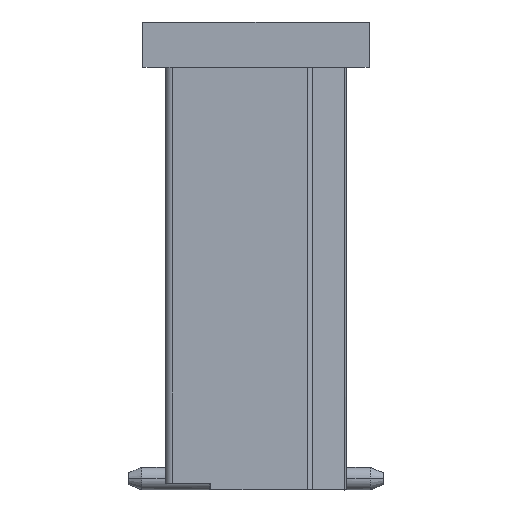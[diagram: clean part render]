
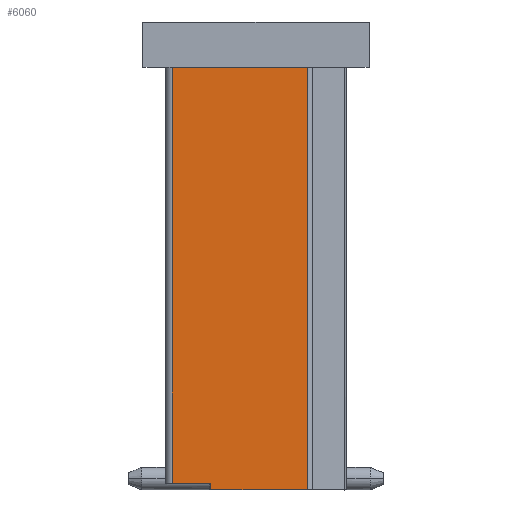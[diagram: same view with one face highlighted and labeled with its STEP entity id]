
A CAD part, left-side view. The second image highlights one B-rep face of the part: STEP entity #6060.
In plain terms, the highlighted planar face has unit normal (-1, 0, 0).
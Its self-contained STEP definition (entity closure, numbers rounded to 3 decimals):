
#53=CARTESIAN_POINT('',(-6.35,1.,-3.1));
#54=VERTEX_POINT('',#53);
#61=CARTESIAN_POINT('',(-6.35,1.,-2.95));
#62=VERTEX_POINT('',#61);
#63=CARTESIAN_POINT('',(-6.35,1.,-3.1));
#64=DIRECTION('',(0.,0.,1.));
#65=VECTOR('',#64,0.15);
#66=LINE('',#63,#65);
#67=EDGE_CURVE('',#54,#62,#66,.T.);
#134=CARTESIAN_POINT('',(-6.35,-1.138,-3.1));
#135=VERTEX_POINT('',#134);
#143=CARTESIAN_POINT('',(-6.35,-1.138,-3.1));
#144=DIRECTION('',(0.,1.,0.));
#145=VECTOR('',#144,2.138);
#146=LINE('',#143,#145);
#147=EDGE_CURVE('',#135,#54,#146,.T.);
#165=CARTESIAN_POINT('',(-6.35,1.85,-2.95));
#166=VERTEX_POINT('',#165);
#167=CARTESIAN_POINT('',(-6.35,1.,-2.95));
#168=DIRECTION('',(0.,1.,0.));
#169=VECTOR('',#168,0.85);
#170=LINE('',#167,#169);
#171=EDGE_CURVE('',#62,#166,#170,.T.);
#6028=CARTESIAN_POINT('',(-6.35,2.848,1.537));
#6029=DIRECTION('',(0.,0.,1.));
#6030=DIRECTION('',(-1.,0.,0.));
#6031=AXIS2_PLACEMENT_3D('',#6028,#6030,#6029);
#6032=PLANE('',#6031);
#6033=ORIENTED_EDGE('',*,*,#67,.F.);
#6034=ORIENTED_EDGE('',*,*,#147,.F.);
#6035=CARTESIAN_POINT('',(-6.35,-1.138,6.25));
#6036=VERTEX_POINT('',#6035);
#6037=CARTESIAN_POINT('',(-6.35,-1.138,-3.1));
#6038=DIRECTION('',(0.,0.,1.));
#6039=VECTOR('',#6038,9.35);
#6040=LINE('',#6037,#6039);
#6041=EDGE_CURVE('',#135,#6036,#6040,.T.);
#6042=ORIENTED_EDGE('E442',*,*,#6041,.T.);
#6043=CARTESIAN_POINT('',(-6.35,1.85,6.25));
#6044=VERTEX_POINT('',#6043);
#6045=CARTESIAN_POINT('',(-6.35,-1.138,6.25));
#6046=DIRECTION('',(0.,1.,0.));
#6047=VECTOR('',#6046,2.988);
#6048=LINE('',#6045,#6047);
#6049=EDGE_CURVE('',#6036,#6044,#6048,.T.);
#6050=ORIENTED_EDGE('E443',*,*,#6049,.T.);
#6051=CARTESIAN_POINT('',(-6.35,1.85,6.25));
#6052=DIRECTION('',(0.,0.,-1.));
#6053=VECTOR('',#6052,9.2);
#6054=LINE('',#6051,#6053);
#6055=EDGE_CURVE('',#6044,#166,#6054,.T.);
#6056=ORIENTED_EDGE('E444',*,*,#6055,.T.);
#6057=ORIENTED_EDGE('E444',*,*,#171,.F.);
#6058=EDGE_LOOP('',(#6033,#6034,#6042,#6050,#6056,#6057));
#6059=FACE_OUTER_BOUND('',#6058,.T.);
#6060=ADVANCED_FACE('F145',(#6059),#6032,.T.);
